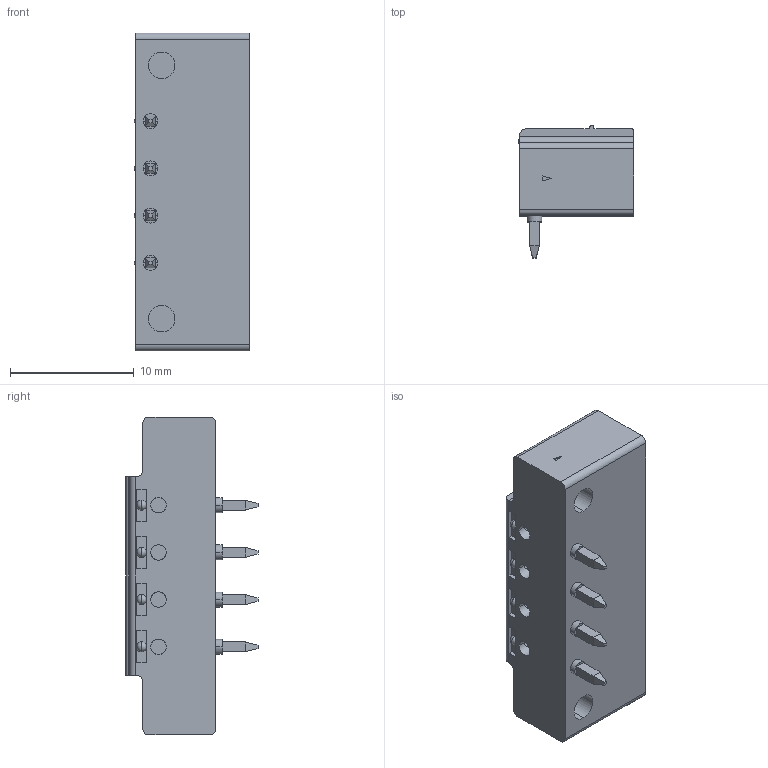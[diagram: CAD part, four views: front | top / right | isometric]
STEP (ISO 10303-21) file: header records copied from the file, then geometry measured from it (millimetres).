
FILE_DESCRIPTION(('SolidDesigner STEP Export'),'2;1');
FILE_NAME('mc_1.5-4-gf-3.81.stp','2008-05-05T10:46:15',(''),(''),'OneSpace Designer STEP processor for AP214 (Solid Model)','OneSpace Designer 14.50 18-Oct-2006 (C) CoCreate Software GmbH','');
FILE_SCHEMA(('AUTOMOTIVE_DESIGN { 1 0 10303 214 1 1 1 1 }'));
Length unit declared in the file: millimetre
Products named in the file (1): mc_1.5-4-gf-3.81
Bounding box: 9.3 x 10.65 x 25.63 mm (x, y, z)
Volume: 1036.1 mm3; surface area: 1834.3 mm2
Topology: 1 solids, 1 shells, 370 faces, 905 edges, 568 vertices
Faces by surface type: plane 258, cylinder 96, cone 8, sphere 8
Entity records: 15654 total; most frequent: CARTESIAN_POINT 4385, ORIENTED_EDGE 1794, DIRECTION 1579, EDGE_CURVE 897, VECTOR 631, LINE 631, VERTEX_POINT 568, AXIS2_PLACEMENT_3D 474
